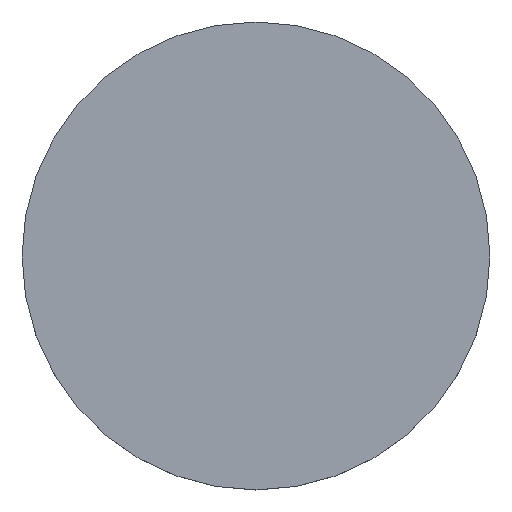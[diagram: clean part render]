
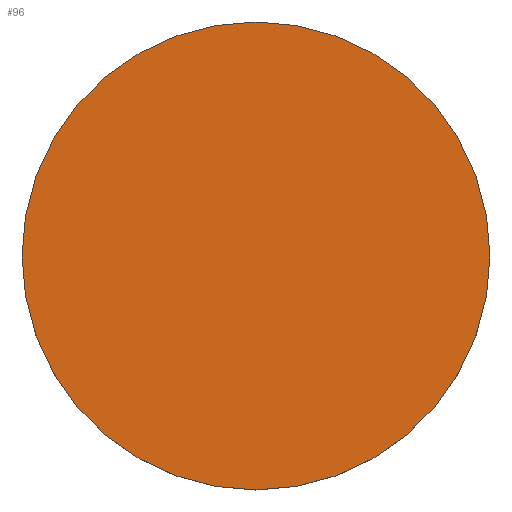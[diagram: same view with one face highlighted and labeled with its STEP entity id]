
A CAD part, top view. The second image highlights one B-rep face of the part: STEP entity #96.
In plain terms, the highlighted planar face has unit normal (0, 0, 1).
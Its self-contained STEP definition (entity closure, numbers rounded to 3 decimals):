
#1 = VERTEX_POINT ( 'NONE', #76 ) ;
#4 = AXIS2_PLACEMENT_3D ( 'NONE', #127, #63, #79 ) ;
#6 = DIRECTION ( 'NONE',  ( 1., 0., 0. ) ) ;
#7 = CIRCLE ( 'NONE', #33, 6.7 ) ;
#12 = ORIENTED_EDGE ( 'NONE', *, *, #71, .T. ) ;
#14 = FACE_OUTER_BOUND ( 'NONE', #118, .T. ) ;
#25 = CARTESIAN_POINT ( 'NONE',  ( -6.7, 0., 1. ) ) ;
#30 = CARTESIAN_POINT ( 'NONE',  ( 0., 0., 1. ) ) ;
#33 = AXIS2_PLACEMENT_3D ( 'NONE', #30, #99, #112 ) ;
#39 = VERTEX_POINT ( 'NONE', #25 ) ;
#52 = CARTESIAN_POINT ( 'NONE',  ( 0., 0., 1. ) ) ;
#53 = PLANE ( 'NONE',  #4 ) ;
#54 = AXIS2_PLACEMENT_3D ( 'NONE', #52, #80, #6 ) ;
#63 = DIRECTION ( 'NONE',  ( 0., 0., 1. ) ) ;
#71 = EDGE_CURVE ( 'NONE', #1, #39, #73, .T. ) ;
#73 = CIRCLE ( 'NONE', #54, 6.7 ) ;
#76 = CARTESIAN_POINT ( 'NONE',  ( 6.7, 0., 1. ) ) ;
#79 = DIRECTION ( 'NONE',  ( 1., 0., 0. ) ) ;
#80 = DIRECTION ( 'NONE',  ( 0., 0., 1. ) ) ;
#96 = ADVANCED_FACE ( 'NONE', ( #14 ), #53, .T. ) ;
#98 = EDGE_CURVE ( 'NONE', #39, #1, #7, .T. ) ;
#99 = DIRECTION ( 'NONE',  ( 0., 0., 1. ) ) ;
#112 = DIRECTION ( 'NONE',  ( 1., 0., 0. ) ) ;
#116 = ORIENTED_EDGE ( 'NONE', *, *, #98, .T. ) ;
#118 = EDGE_LOOP ( 'NONE', ( #116, #12 ) ) ;
#127 = CARTESIAN_POINT ( 'NONE',  ( 0., 0., 1. ) ) ;
